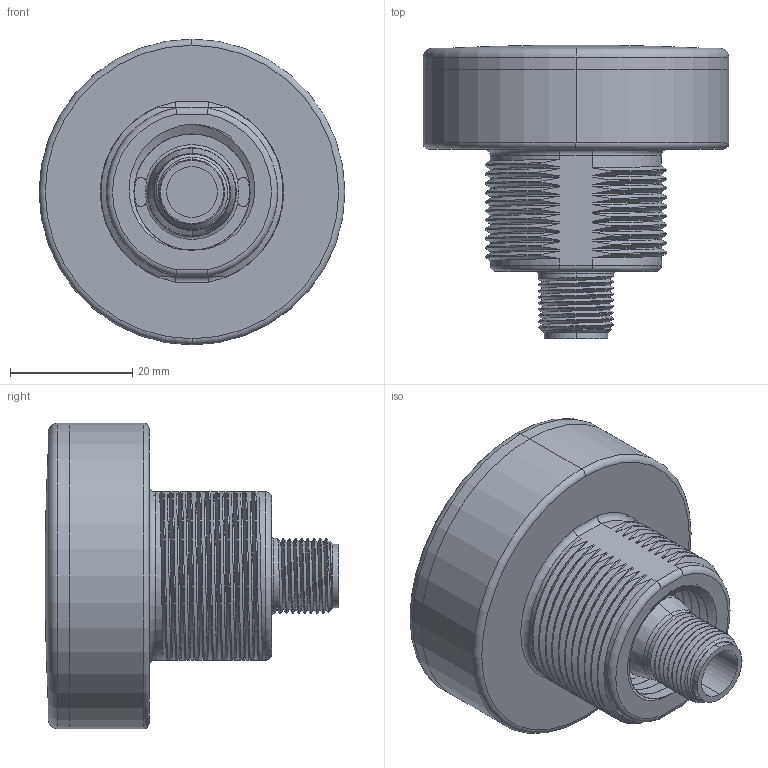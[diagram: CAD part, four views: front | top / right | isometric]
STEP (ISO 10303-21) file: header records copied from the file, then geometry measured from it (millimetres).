
FILE_DESCRIPTION((''),'2;1');
FILE_NAME('200856_ASM','2018-11-19T',('pdmadmin'),('BANNER ENGINEERING'),'CREO PARAMETRIC BY PTC INC, 2016260','CREO PARAMETRIC BY PTC INC, 2016260','');
FILE_SCHEMA(('CONFIG_CONTROL_DESIGN'));
Products named in the file (6): 126458_AF0; 128008_AF0; 41089_NO_ORING_AF0; 129626_AF0_ASM; 197991; 200856_ASM
Assembly tree (5 placements, depth 3):
  200856_ASM
    129626_AF0_ASM
      126458_AF0
      128008_AF0
      41089_NO_ORING_AF0
    197991
Bounding box: 50 x 48 x 50 mm (x, y, z)
Volume: 21836.5 mm3; surface area: 20902.7 mm2
Topology: 4 solids, 4 shells, 453 faces, 1091 edges, 673 vertices
Faces by surface type: cylinder 171, bspline 125, plane 73, torus 38, cone 26, sphere 20
Entity records: 37355 total; most frequent: CARTESIAN_POINT 27435, ORIENTED_EDGE 2178, DIRECTION 1846, EDGE_CURVE 1089, AXIS2_PLACEMENT_3D 764, VERTEX_POINT 673, EDGE_LOOP 490, FACE_OUTER_BOUND 453
